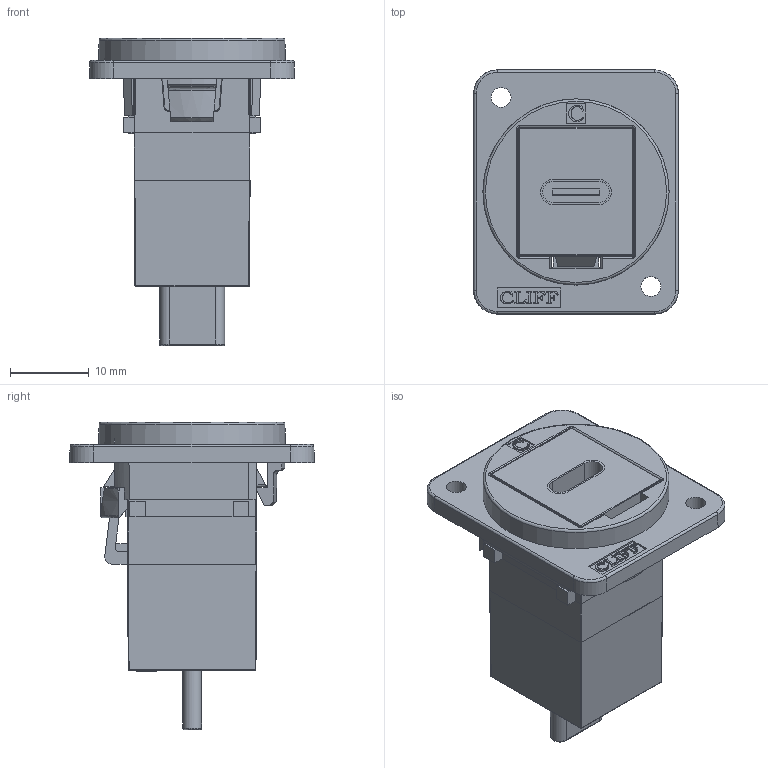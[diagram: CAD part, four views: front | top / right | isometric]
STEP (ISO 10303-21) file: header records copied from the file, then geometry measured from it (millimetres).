
FILE_DESCRIPTION(/* description */ (''),/* implementation_level */ '2;1');
FILE_NAME(/* name */ 'CP30211XW F-M USBC plain.stp',/* time_stamp */ '2025-04-01T10:51:59+01:00',/* author */ ('tottley'),/* organization */ (''),/* preprocessor_version */ 'ST-DEVELOPER v20',/* originating_system */ 'Autodesk Inventor 2025',/* authorisation */ '');
FILE_SCHEMA (('AUTOMOTIVE_DESIGN { 1 0 10303 214 3 1 1 }'));
Length unit declared in the file: millimetre
Products named in the file (1): CP30211X F-M USBC plain
Bounding box: 26 x 31 x 39 mm (x, y, z)
Volume: 4811.1 mm3; surface area: 9367.8 mm2
Topology: 3 solids, 4 shells, 611 faces, 1665 edges, 1080 vertices
Faces by surface type: plane 415, bspline 100, cylinder 64, cone 14, torus 10, sphere 8
Full cylindrical faces by diameter (mm): 2.5 x2
Entity records: 21500 total; most frequent: CARTESIAN_POINT 5948, ORIENTED_EDGE 3330, DIRECTION 2661, EDGE_CURVE 1665, LINE 1245, VECTOR 1245, VERTEX_POINT 1080, AXIS2_PLACEMENT_3D 708
